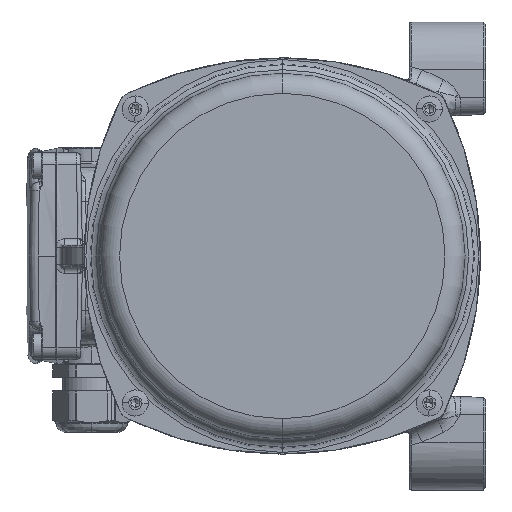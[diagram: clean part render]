
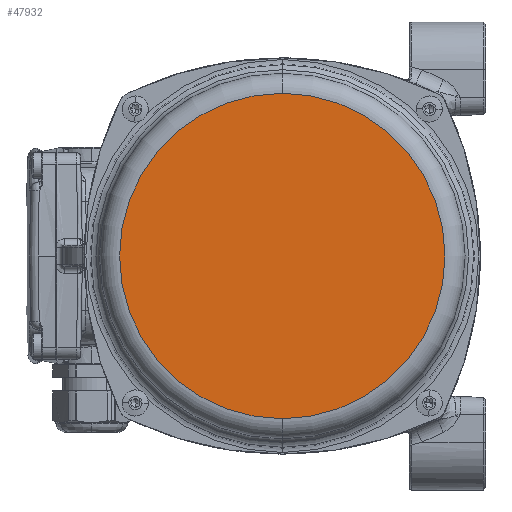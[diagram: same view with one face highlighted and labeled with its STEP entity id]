
A CAD part, left-side view. The second image highlights one B-rep face of the part: STEP entity #47932.
In plain terms, the highlighted planar face has unit normal (-1, 0, 0).
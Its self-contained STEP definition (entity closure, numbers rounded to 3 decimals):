
#2704 = EDGE_CURVE ( 'NONE', #112487, #68417, #111352, .T. ) ;
#8990 = CARTESIAN_POINT ( 'NONE',  ( -189., 0., 74.75 ) ) ;
#9780 = EDGE_LOOP ( 'NONE', ( #92206, #15286 ) ) ;
#15286 = ORIENTED_EDGE ( 'NONE', *, *, #88372, .T. ) ;
#16376 = DIRECTION ( 'NONE',  ( -1., 0., 0. ) ) ;
#19107 = AXIS2_PLACEMENT_3D ( 'NONE', #82529, #26683, #84507 ) ;
#26683 = DIRECTION ( 'NONE',  ( -1., 0., 0. ) ) ;
#35146 = AXIS2_PLACEMENT_3D ( 'NONE', #118784, #16376, #61762 ) ;
#35708 = CARTESIAN_POINT ( 'NONE',  ( -189., 0., 74.75 ) ) ;
#37295 = CARTESIAN_POINT ( 'NONE',  ( -189., 0., -74.75 ) ) ;
#47932 = ADVANCED_FACE ( 'NONE', ( #141932 ), #103176, .F. ) ;
#55403 = CIRCLE ( 'NONE', #19107, 74.75 ) ;
#61762 = DIRECTION ( 'NONE',  ( 0., 0., -1. ) ) ;
#68417 = VERTEX_POINT ( 'NONE', #8990 ) ;
#81103 = DIRECTION ( 'NONE',  ( 1., 0., 0. ) ) ;
#82529 = CARTESIAN_POINT ( 'NONE',  ( -189., 0., 0. ) ) ;
#84507 = DIRECTION ( 'NONE',  ( 0., 0., -1. ) ) ;
#88372 = EDGE_CURVE ( 'NONE', #68417, #112487, #55403, .T. ) ;
#91141 = DIRECTION ( 'NONE',  ( 0., 0., 1. ) ) ;
#92206 = ORIENTED_EDGE ( 'NONE', *, *, #2704, .T. ) ;
#96719 = AXIS2_PLACEMENT_3D ( 'NONE', #35708, #81103, #91141 ) ;
#103176 = PLANE ( 'NONE',  #96719 ) ;
#111352 = CIRCLE ( 'NONE', #35146, 74.75 ) ;
#112487 = VERTEX_POINT ( 'NONE', #37295 ) ;
#118784 = CARTESIAN_POINT ( 'NONE',  ( -189., 0., 0. ) ) ;
#141932 = FACE_OUTER_BOUND ( 'NONE', #9780, .T. ) ;
